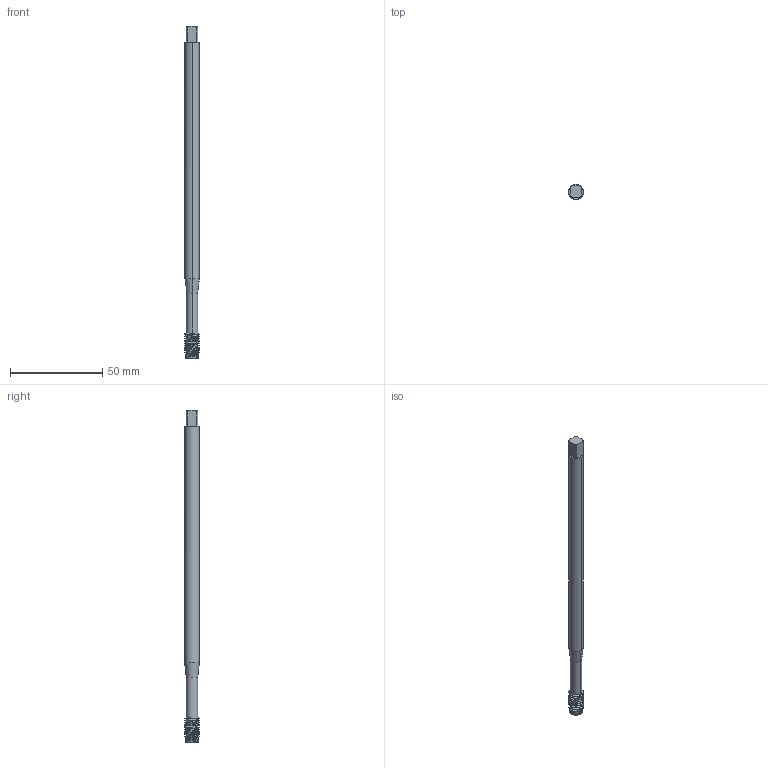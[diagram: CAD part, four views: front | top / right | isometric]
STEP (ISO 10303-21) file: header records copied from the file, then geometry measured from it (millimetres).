
FILE_DESCRIPTION(('no description'),'unknown implementation level');
FILE_NAME('solidehaet3eR1SlzvbF94J1OHaYf4eQ_1.STP',' ',('CIM GmbH Aachen'),('CADClick - KiM GmbH - www.kimweb.de'),'unknown preprocess','ACIS','unknown authorization');
FILE_SCHEMA(('automotive_design'));
Length unit declared in the file: millimetre
Products named in the file (2): 1; 2
Bounding box: 8 x 8 x 180 mm (x, y, z)
Volume: 8262.1 mm3; surface area: 5112.5 mm2
Topology: 2 solids, 2 shells, 254 faces, 714 edges, 463 vertices
Faces by surface type: cone 130, cylinder 98, plane 17, bspline 6, revolution 3
Entity records: 20522 total; most frequent: CARTESIAN_POINT 6403, STYLED_ITEM 1432, PRESENTATION_STYLE_ASSIGNMENT 1432, COLOUR_RGB 1432, ORIENTED_EDGE 1426, DIRECTION 1177, EDGE_CURVE 713, CURVE_STYLE 713
